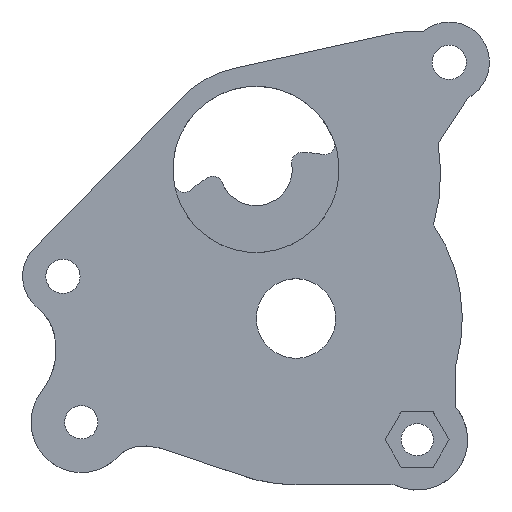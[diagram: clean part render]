
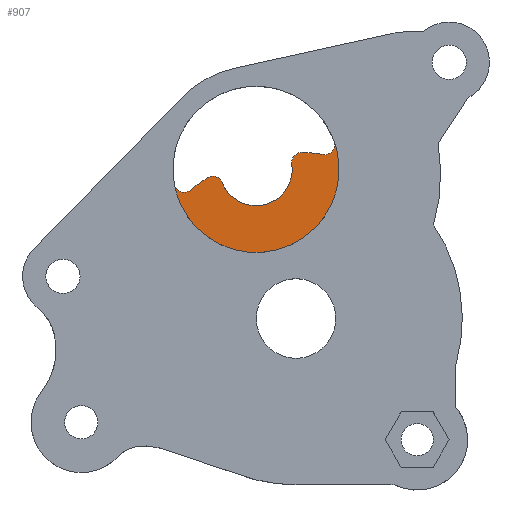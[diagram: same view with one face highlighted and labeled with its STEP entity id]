
A CAD part, top view. The second image highlights one B-rep face of the part: STEP entity #907.
In plain terms, the highlighted planar face has unit normal (0, 0, 1).
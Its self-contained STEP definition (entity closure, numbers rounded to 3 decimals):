
#37=PLANE('',#998);
#76=FACE_OUTER_BOUND('',#127,.T.);
#127=EDGE_LOOP('',(#687,#688,#689,#690,#691,#692,#693,#694));
#318=CIRCLE('',#974,3.6);
#329=CIRCLE('',#996,1.);
#331=CIRCLE('',#999,1.);
#332=CIRCLE('',#1000,16.5);
#333=CIRCLE('',#1001,1.);
#334=CIRCLE('',#1002,8.25);
#335=CIRCLE('',#1003,1.);
#336=CIRCLE('',#1004,16.5);
#389=VERTEX_POINT('',#1783);
#390=VERTEX_POINT('',#1785);
#412=VERTEX_POINT('',#1851);
#414=VERTEX_POINT('',#1857);
#415=VERTEX_POINT('',#1859);
#416=VERTEX_POINT('',#1861);
#417=VERTEX_POINT('',#1863);
#418=VERTEX_POINT('',#1865);
#488=EDGE_CURVE('',#390,#389,#318,.F.);
#521=EDGE_CURVE('',#390,#412,#329,.T.);
#524=EDGE_CURVE('',#414,#389,#331,.T.);
#525=EDGE_CURVE('',#415,#414,#332,.T.);
#526=EDGE_CURVE('',#416,#415,#333,.T.);
#527=EDGE_CURVE('',#416,#417,#334,.T.);
#528=EDGE_CURVE('',#418,#417,#335,.T.);
#529=EDGE_CURVE('',#412,#418,#336,.T.);
#687=ORIENTED_EDGE('',*,*,#521,.F.);
#688=ORIENTED_EDGE('',*,*,#488,.T.);
#689=ORIENTED_EDGE('',*,*,#524,.F.);
#690=ORIENTED_EDGE('',*,*,#525,.F.);
#691=ORIENTED_EDGE('',*,*,#526,.F.);
#692=ORIENTED_EDGE('',*,*,#527,.T.);
#693=ORIENTED_EDGE('',*,*,#528,.F.);
#694=ORIENTED_EDGE('',*,*,#529,.F.);
#907=ADVANCED_FACE('',(#76),#37,.F.);
#974=AXIS2_PLACEMENT_3D('',#1786,#1126,#1127);
#996=AXIS2_PLACEMENT_3D('',#1852,#1192,#1193);
#998=AXIS2_PLACEMENT_3D('',#1856,#1197,#1198);
#999=AXIS2_PLACEMENT_3D('',#1858,#1199,#1200);
#1000=AXIS2_PLACEMENT_3D('',#1860,#1201,#1202);
#1001=AXIS2_PLACEMENT_3D('',#1862,#1203,#1204);
#1002=AXIS2_PLACEMENT_3D('',#1864,#1205,#1206);
#1003=AXIS2_PLACEMENT_3D('',#1866,#1207,#1208);
#1004=AXIS2_PLACEMENT_3D('',#1867,#1209,#1210);
#1126=DIRECTION('center_axis',(0.,0.,
1.));
#1127=DIRECTION('ref_axis',(0.966,-0.259,0.));
#1192=DIRECTION('center_axis',(0.,0.,
-1.));
#1193=DIRECTION('ref_axis',(-0.746,0.666,0.));
#1197=DIRECTION('center_axis',(0.,0.,
-1.));
#1198=DIRECTION('ref_axis',(-1.,0.,0.));
#1199=DIRECTION('center_axis',(0.,0.,
-1.));
#1200=DIRECTION('ref_axis',(0.312,0.95,0.));
#1201=DIRECTION('center_axis',(0.,0.,
-1.));
#1202=DIRECTION('ref_axis',(1.,0.,0.));
#1203=DIRECTION('center_axis',(0.,0.,
1.));
#1204=DIRECTION('ref_axis',(-0.346,-0.938,0.));
#1205=DIRECTION('center_axis',(0.,0.,
1.));
#1206=DIRECTION('ref_axis',(0.966,-0.259,0.));
#1207=DIRECTION('center_axis',(0.,0.,
1.));
#1208=DIRECTION('ref_axis',(0.769,-0.639,0.));
#1209=DIRECTION('center_axis',(0.,0.,
-1.));
#1210=DIRECTION('ref_axis',(1.,0.,0.));
#1783=CARTESIAN_POINT('',(-3.661,0.792,2.3));
#1785=CARTESIAN_POINT('',(3.25,2.648,2.3));
#1786=CARTESIAN_POINT('Origin',(-0.309,2.106,2.3));
#1851=CARTESIAN_POINT('',(4.275,3.797,2.3));
#1852=CARTESIAN_POINT('Origin',(4.238,2.798,2.3));
#1856=CARTESIAN_POINT('Origin',(-0.18,1.623,2.3));
#1857=CARTESIAN_POINT('',(-5.124,1.273,2.3));
#1858=CARTESIAN_POINT('Origin',(-4.592,0.426,2.3));
#1859=CARTESIAN_POINT('',(-6.811,0.056,2.3));
#1860=CARTESIAN_POINT('Origin',(3.665,-12.691,2.3));
#1861=CARTESIAN_POINT('',(-8.43,0.653,2.3));
#1862=CARTESIAN_POINT('Origin',(-7.446,0.829,2.3));
#1863=CARTESIAN_POINT('',(7.447,4.917,2.3));
#1864=CARTESIAN_POINT('Origin',(-0.309,2.106,2.3));
#1865=CARTESIAN_POINT('',(6.344,3.59,2.3));
#1866=CARTESIAN_POINT('Origin',(6.507,4.576,2.3));
#1867=CARTESIAN_POINT('Origin',(3.665,-12.691,2.3));
